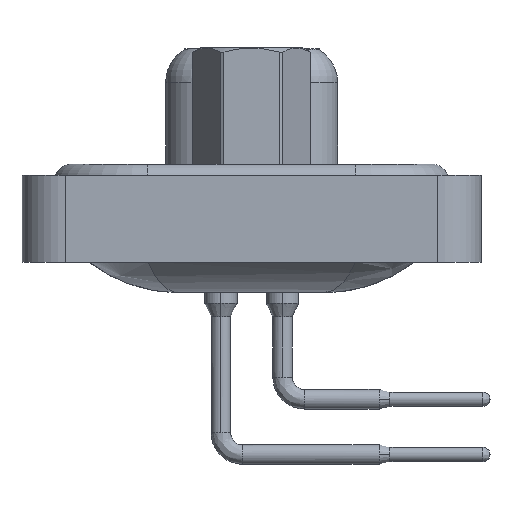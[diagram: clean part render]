
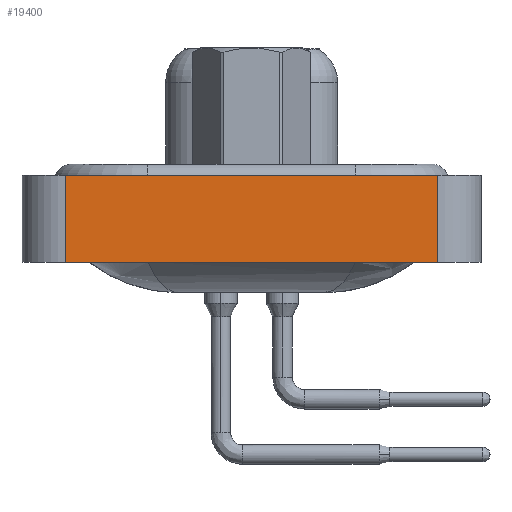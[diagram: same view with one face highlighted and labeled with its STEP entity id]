
A CAD part, left-side view. The second image highlights one B-rep face of the part: STEP entity #19400.
In plain terms, the highlighted planar face has unit normal (-1, 0, 0).
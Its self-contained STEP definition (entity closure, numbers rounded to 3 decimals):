
#963 = LINE ( 'NONE', #6404, #23452 ) ;
#1041 = CARTESIAN_POINT ( 'NONE',  ( -7.35, 8.55, 0.4 ) ) ;
#1906 = ORIENTED_EDGE ( 'NONE', *, *, #21926, .F. ) ;
#2752 = VECTOR ( 'NONE', #16217, 1000. ) ;
#2901 = VERTEX_POINT ( 'NONE', #16713 ) ;
#3098 = VECTOR ( 'NONE', #18138, 1000. ) ;
#4340 = CARTESIAN_POINT ( 'NONE',  ( -7.35, -8.55, -3.6 ) ) ;
#5158 = VECTOR ( 'NONE', #7539, 1000. ) ;
#5869 = CARTESIAN_POINT ( 'NONE',  ( -7.35, 8.55, -3.6 ) ) ;
#6404 = CARTESIAN_POINT ( 'NONE',  ( -7.35, -8.55, -3.6 ) ) ;
#6617 = DIRECTION ( 'NONE',  ( 0., 0., 1. ) ) ;
#7396 = ORIENTED_EDGE ( 'NONE', *, *, #19357, .T. ) ;
#7539 = DIRECTION ( 'NONE',  ( 0., 0., 1. ) ) ;
#7676 = VERTEX_POINT ( 'NONE', #1041 ) ;
#8694 = AXIS2_PLACEMENT_3D ( 'NONE', #4340, #20094, #6617 ) ;
#8704 = LINE ( 'NONE', #25146, #2752 ) ;
#8767 = EDGE_CURVE ( 'NONE', #9928, #2901, #8704, .T. ) ;
#9928 = VERTEX_POINT ( 'NONE', #14986 ) ;
#10384 = ORIENTED_EDGE ( 'NONE', *, *, #19143, .F. ) ;
#10414 = LINE ( 'NONE', #21016, #5158 ) ;
#11767 = VERTEX_POINT ( 'NONE', #5869 ) ;
#14293 = ORIENTED_EDGE ( 'NONE', *, *, #8767, .T. ) ;
#14986 = CARTESIAN_POINT ( 'NONE',  ( -7.35, -8.55, -3.6 ) ) ;
#15074 = LINE ( 'NONE', #22655, #3098 ) ;
#16217 = DIRECTION ( 'NONE',  ( 0., 0., 1. ) ) ;
#16713 = CARTESIAN_POINT ( 'NONE',  ( -7.35, -8.55, 0.4 ) ) ;
#17481 = FACE_OUTER_BOUND ( 'NONE', #24609, .T. ) ;
#18138 = DIRECTION ( 'NONE',  ( 0., -1., 0. ) ) ;
#19143 = EDGE_CURVE ( 'NONE', #11767, #7676, #10414, .T. ) ;
#19357 = EDGE_CURVE ( 'NONE', #11767, #9928, #963, .T. ) ;
#19400 = ADVANCED_FACE ( 'NONE', ( #17481 ), #20005, .T. ) ;
#20005 = PLANE ( 'NONE',  #8694 ) ;
#20094 = DIRECTION ( 'NONE',  ( -1., 0., 0. ) ) ;
#21016 = CARTESIAN_POINT ( 'NONE',  ( -7.35, 8.55, -3.6 ) ) ;
#21926 = EDGE_CURVE ( 'NONE', #7676, #2901, #15074, .T. ) ;
#22157 = DIRECTION ( 'NONE',  ( 0., -1., 0. ) ) ;
#22655 = CARTESIAN_POINT ( 'NONE',  ( -7.35, -8.55, 0.4 ) ) ;
#23452 = VECTOR ( 'NONE', #22157, 1000. ) ;
#24609 = EDGE_LOOP ( 'NONE', ( #14293, #1906, #10384, #7396 ) ) ;
#25146 = CARTESIAN_POINT ( 'NONE',  ( -7.35, -8.55, -3.6 ) ) ;
